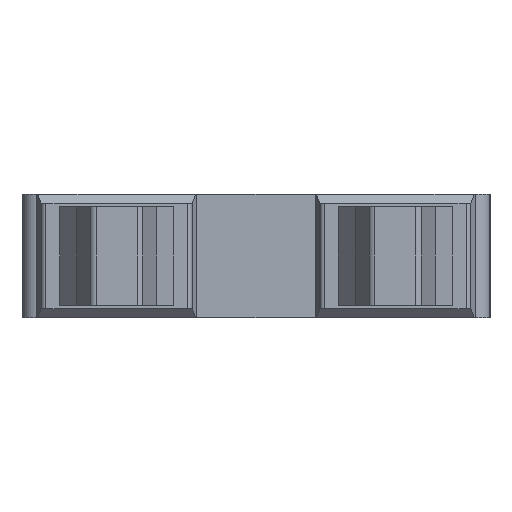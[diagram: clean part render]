
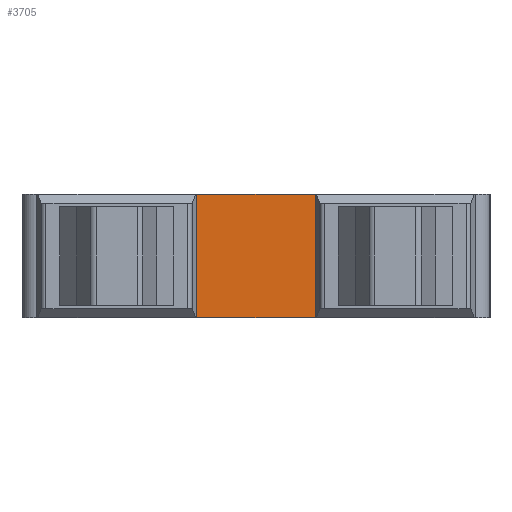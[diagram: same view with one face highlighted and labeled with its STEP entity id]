
A CAD part, front view. The second image highlights one B-rep face of the part: STEP entity #3705.
In plain terms, the highlighted planar face has unit normal (0, -1, 0).
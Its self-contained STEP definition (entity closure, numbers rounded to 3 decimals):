
#240=DIRECTION('',(1.,0.,0.));
#241=VECTOR('',#240,5.2);
#242=CARTESIAN_POINT('',(-2.6,-0.059,-2.7));
#243=LINE('',#242,#241);
#358=DIRECTION('',(0.,0.,1.));
#359=VECTOR('',#358,5.4);
#360=CARTESIAN_POINT('',(2.6,-0.059,-2.7));
#361=LINE('',#360,#359);
#584=DIRECTION('',(1.,0.,0.));
#585=VECTOR('',#584,5.2);
#586=CARTESIAN_POINT('',(-2.6,-0.059,2.7));
#587=LINE('',#586,#585);
#1382=DIRECTION('',(0.,0.,1.));
#1383=VECTOR('',#1382,5.4);
#1384=CARTESIAN_POINT('',(-2.6,-0.059,-2.7));
#1385=LINE('',#1384,#1383);
#1476=CARTESIAN_POINT('',(-2.6,-0.059,-2.7));
#1477=CARTESIAN_POINT('',(2.6,-0.059,-2.7));
#1478=VERTEX_POINT('',#1476);
#1479=VERTEX_POINT('',#1477);
#1516=CARTESIAN_POINT('',(-2.6,-0.059,2.7));
#1517=CARTESIAN_POINT('',(2.6,-0.059,2.7));
#1518=VERTEX_POINT('',#1516);
#1519=VERTEX_POINT('',#1517);
#3694=CARTESIAN_POINT('',(-2.6,-0.059,-2.7));
#3695=DIRECTION('',(0.,-1.,0.));
#3696=DIRECTION('',(1.,0.,0.));
#3697=AXIS2_PLACEMENT_3D('',#3694,#3695,#3696);
#3698=PLANE('',#3697);
#3699=ORIENTED_EDGE('',*,*,#1903,.F.);
#3700=ORIENTED_EDGE('',*,*,#3689,.T.);
#3701=ORIENTED_EDGE('',*,*,#2202,.T.);
#3702=ORIENTED_EDGE('',*,*,#2100,.F.);
#3703=EDGE_LOOP('',(#3699,#3700,#3701,#3702));
#3704=FACE_OUTER_BOUND('',#3703,.F.);
#3705=ADVANCED_FACE('',(#3704),#3698,.T.);
#1903=EDGE_CURVE('',#1478,#1479,#243,.T.);
#2100=EDGE_CURVE('',#1479,#1519,#361,.T.);
#2202=EDGE_CURVE('',#1518,#1519,#587,.T.);
#3689=EDGE_CURVE('',#1478,#1518,#1385,.T.);
